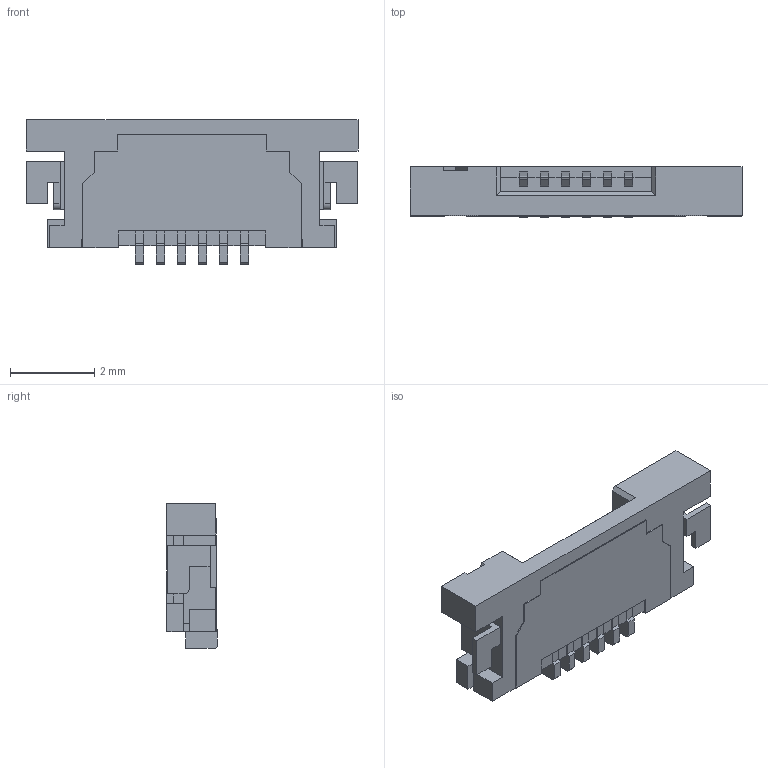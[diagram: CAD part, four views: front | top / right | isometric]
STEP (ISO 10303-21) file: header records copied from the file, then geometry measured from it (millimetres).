
FILE_DESCRIPTION(('STEP AP214'),'1');
FILE_NAME('33917.stp','2018-07-01T19:22:38',('TraceParts'),('TraceParts S.A.'),'Spatial InterOp 3D',' ',' ');
FILE_SCHEMA(('automotive_design'));
Length unit declared in the file: millimetre
Products named in the file (1): 33917
Bounding box: 7.9 x 1.2 x 3.45 mm (x, y, z)
Volume: 20.6 mm3; surface area: 108 mm2
Topology: 1 solids, 1 shells, 290 faces, 818 edges, 530 vertices
Faces by surface type: plane 276, cylinder 14
Entity records: 9157 total; most frequent: CARTESIAN_POINT 1639, ORIENTED_EDGE 1636, DIRECTION 1428, EDGE_CURVE 818, LINE 790, VECTOR 790, VERTEX_POINT 530, AXIS2_PLACEMENT_3D 319
